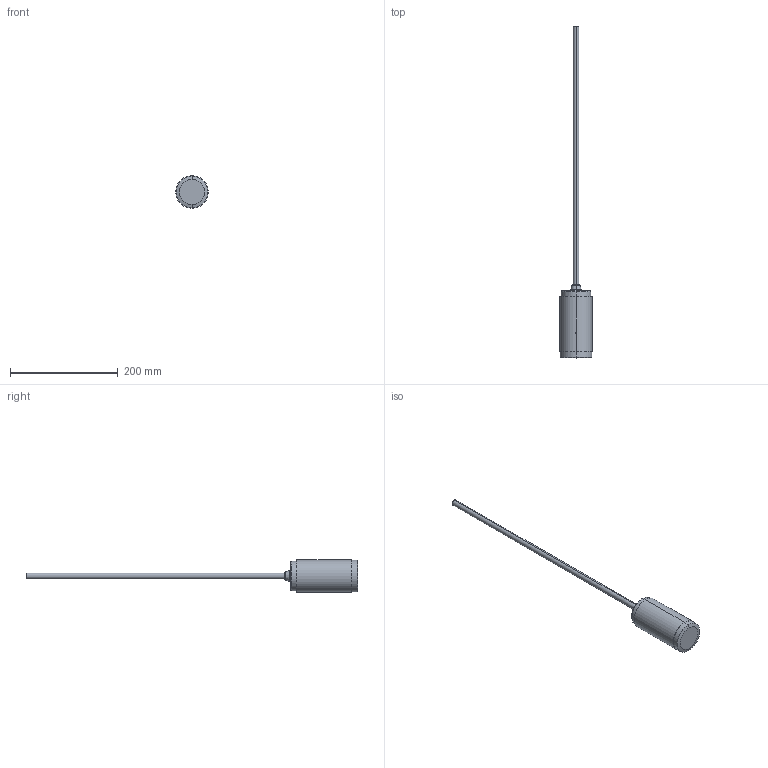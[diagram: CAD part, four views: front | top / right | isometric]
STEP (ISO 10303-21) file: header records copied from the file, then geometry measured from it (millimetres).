
FILE_DESCRIPTION (( 'STEP AP214' ), '1' );
FILE_NAME ('DL1S Customer vers.STEP', '2021-10-07T12:45:46', ( '' ), ( '' ), 'SwSTEP 2.0', 'SolidWorks 2020', '' );
FILE_SCHEMA (( 'AUTOMOTIVE_DESIGN' ));
Length unit declared in the file: millimetre
Products named in the file (4): ZOA-01080 Insert 10,3 ST Kopi; DL1S-715-ZA 00; DL1S Customer vers; DL1S-715-ZA-00 Doppler Log 1-axis
Assembly tree (6 placements, depth 3):
  DL1S Customer vers
    DL1S-715-ZA 00
      DL1S-715-ZA-00 Doppler Log 1-axis
      ZOA-01080 Insert 10,3 ST Kopi  x4
Bounding box: 60.2 x 616.4 x 60.2 mm (x, y, z)
Volume: 396117.1 mm3; surface area: 48745.4 mm2
Topology: 5 solids, 5 shells, 148 faces, 339 edges, 203 vertices
Faces by surface type: cylinder 50, cone 46, plane 46, torus 6
Entity records: 2427 total; most frequent: CARTESIAN_POINT 417, DIRECTION 359, ORIENTED_EDGE 294, AXIS2_PLACEMENT_3D 152, EDGE_CURVE 147, VERTEX_POINT 92, EDGE_LOOP 81, CIRCLE 72
